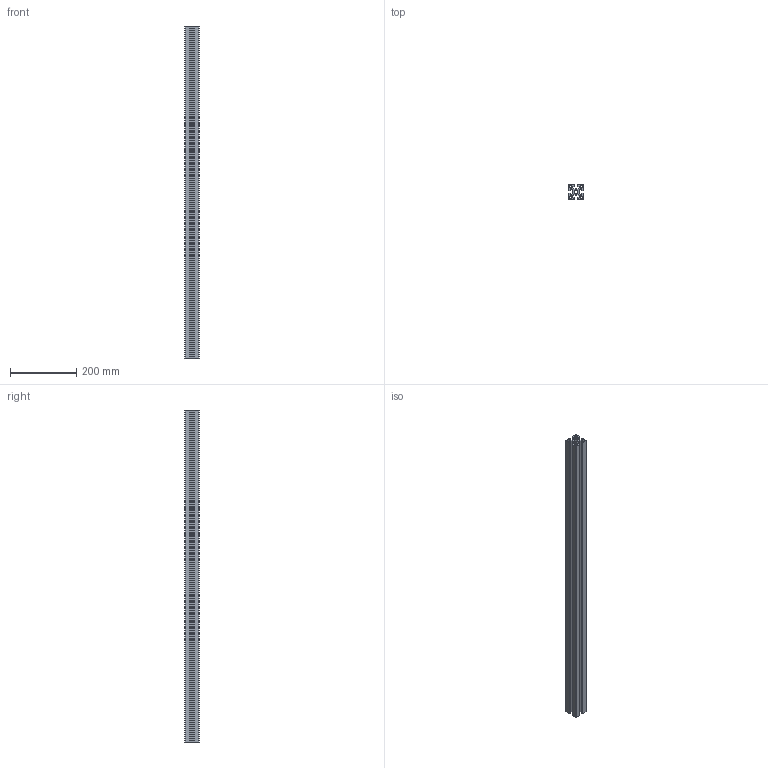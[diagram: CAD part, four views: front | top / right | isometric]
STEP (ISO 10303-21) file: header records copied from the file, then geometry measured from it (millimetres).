
FILE_DESCRIPTION (( 'STEP AP214' ), '1' );
FILE_NAME ('555SH Êîíñòðóêöèîííûé ïðîôèëü 45õ45SH.STEP', '2019-03-05T07:39:12', ( 'Ïîëüçîâàòåëü Windows' ), ( '' ), 'SwSTEP 2.0', 'SolidWorks 2018', '' );
FILE_SCHEMA (( 'AUTOMOTIVE_DESIGN' ));
Length unit declared in the file: millimetre
Products named in the file (1): 555SH Êîíñòðóêöèîííûé ïðîôèëü 45õ45SH
Bounding box: 45 x 45 x 1000 mm (x, y, z)
Volume: 941055.2 mm3; surface area: 477085 mm2
Topology: 1 solids, 1 shells, 152 faces, 450 edges, 300 vertices
Faces by surface type: cylinder 78, plane 74
Entity records: 5184 total; most frequent: DIRECTION 912, CARTESIAN_POINT 903, ORIENTED_EDGE 900, EDGE_CURVE 450, AXIS2_PLACEMENT_3D 309, VERTEX_POINT 300, VECTOR 294, LINE 294
